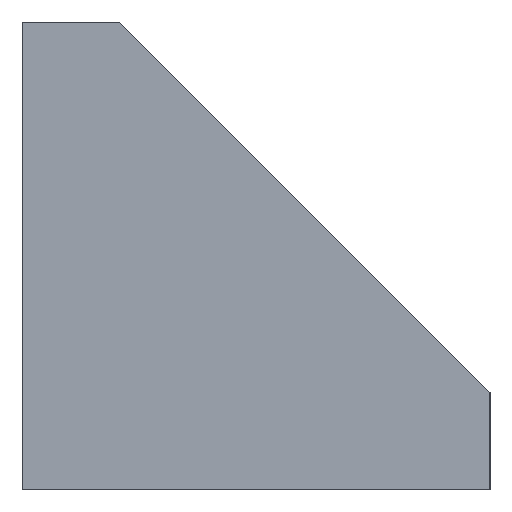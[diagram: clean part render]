
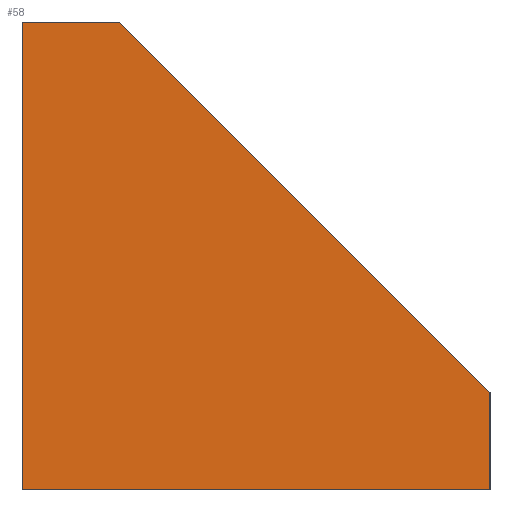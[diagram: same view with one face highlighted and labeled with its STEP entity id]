
A CAD part, left-side view. The second image highlights one B-rep face of the part: STEP entity #58.
In plain terms, the highlighted planar face has unit normal (-1, 0, 0).
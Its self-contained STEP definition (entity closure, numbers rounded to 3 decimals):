
#58=ADVANCED_FACE('',(#137),#138,.T.);
#137=FACE_OUTER_BOUND('',#237,.T.);
#138=PLANE('',#238);
#237=EDGE_LOOP('',(#345,#346,#347,#348,#349));
#238=AXIS2_PLACEMENT_3D('',#350,#351,#352);
#345=ORIENTED_EDGE('',*,*,#611,.T.);
#346=ORIENTED_EDGE('',*,*,#612,.T.);
#347=ORIENTED_EDGE('',*,*,#603,.T.);
#348=ORIENTED_EDGE('',*,*,#613,.F.);
#349=ORIENTED_EDGE('',*,*,#614,.F.);
#350=CARTESIAN_POINT('',(-21.5,0.,0.0));
#351=DIRECTION('',(-1.0,0.,0.0));
#352=DIRECTION('',(0.0,0.0,1.0));
#603=EDGE_CURVE('',#716,#717,#718,.T.);
#611=EDGE_CURVE('',#730,#731,#732,.T.);
#612=EDGE_CURVE('',#731,#716,#733,.T.);
#613=EDGE_CURVE('',#734,#717,#735,.T.);
#614=EDGE_CURVE('',#730,#734,#736,.T.);
#716=VERTEX_POINT('',#881);
#717=VERTEX_POINT('',#882);
#718=LINE('',#883,#884);
#730=VERTEX_POINT('',#902);
#731=VERTEX_POINT('',#903);
#732=LINE('',#904,#905);
#733=LINE('',#906,#907);
#734=VERTEX_POINT('',#908);
#735=LINE('',#909,#910);
#736=LINE('',#911,#912);
#881=CARTESIAN_POINT('',(-21.5,-41.0,8.5));
#882=CARTESIAN_POINT('',(-21.5,-8.5,41.0));
#883=CARTESIAN_POINT('',(-21.5,-41.0,8.5));
#884=VECTOR('',#1107,45.962);
#902=CARTESIAN_POINT('',(-21.5,0.,0.0));
#903=CARTESIAN_POINT('',(-21.5,-41.0,0.0));
#904=CARTESIAN_POINT('',(-21.5,0.,0.0));
#905=VECTOR('',#1114,41.0);
#906=CARTESIAN_POINT('',(-21.5,-41.0,0.0));
#907=VECTOR('',#1115,8.5);
#908=CARTESIAN_POINT('',(-21.5,0.,41.0));
#909=CARTESIAN_POINT('',(-21.5,0.,41.0));
#910=VECTOR('',#1116,8.5);
#911=CARTESIAN_POINT('',(-21.5,0.,0.0));
#912=VECTOR('',#1117,41.0);
#1107=DIRECTION('',(0.,0.707,0.707));
#1114=DIRECTION('',(0.,-1.0,0.0));
#1115=DIRECTION('',(0.0,0.0,1.0));
#1116=DIRECTION('',(0.,-1.0,0.0));
#1117=DIRECTION('',(0.0,0.0,1.0));
